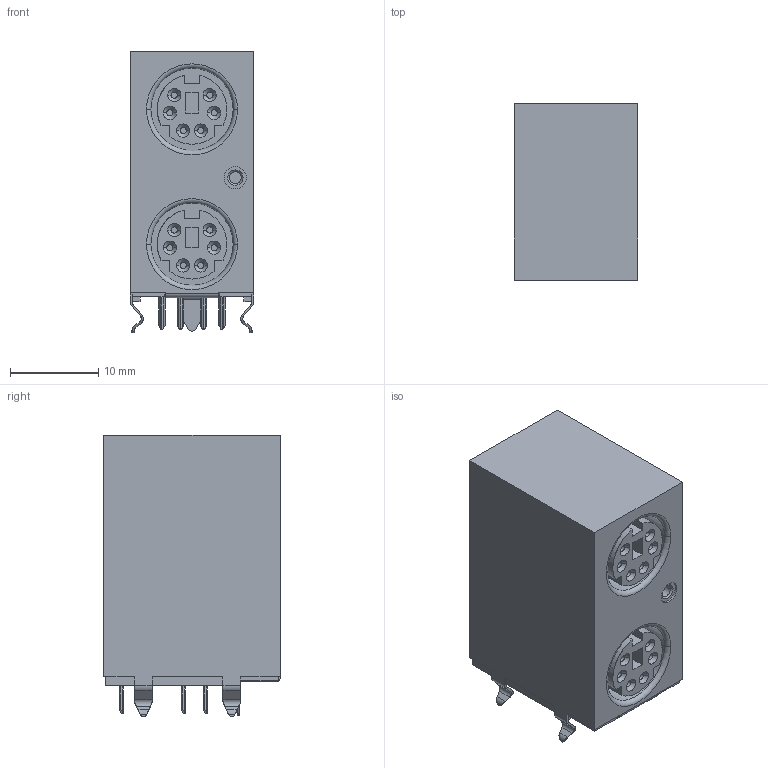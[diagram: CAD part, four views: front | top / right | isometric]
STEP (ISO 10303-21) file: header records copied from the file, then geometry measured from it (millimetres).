
FILE_DESCRIPTION(/* description */ (''),/* implementation_level */ '2;1');
FILE_NAME(/* name */ 'KMDGX-6S-6S-S4N1_rA8.step',/* time_stamp */ '2023-04-04T14:50:42-06:00',/* author */ (''),/* organization */ (''),/* preprocessor_version */ 'ST-DEVELOPER v19.2',/* originating_system */ 'Autodesk Translation Framework v11.17.0.187',/* authorisation */ '');
FILE_SCHEMA (('AUTOMOTIVE_DESIGN { 1 0 10303 214 3 1 1 }'));
Length unit declared in the file: millimetre
Products named in the file (2): (Unsaved); KMDGX-6S-6S-S4N1_rA8
Assembly tree (1 placements, depth 2):
  (Unsaved)
    KMDGX-6S-6S-S4N1_rA8
Bounding box: 14 x 20 x 31.8 mm (x, y, z)
Surface area: 3619.3 mm2 (no closed solid volume)
Topology: 0 solids, 426 shells, 426 faces, 2124 edges, 2124 vertices
Faces by surface type: plane 259, cylinder 137, cone 26, torus 4
Entity records: 24713 total; most frequent: CARTESIAN_POINT 7509, DIRECTION 3234, VERTEX_POINT 2124, EDGE_CURVE 2124, ORIENTED_EDGE 2124, LINE 1464, VECTOR 1464, AXIS2_PLACEMENT_3D 885
